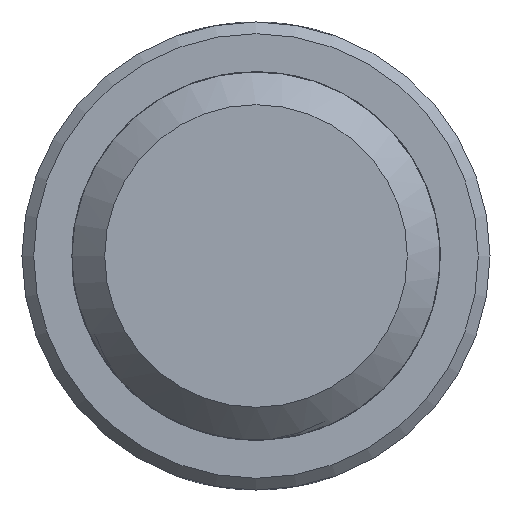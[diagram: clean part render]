
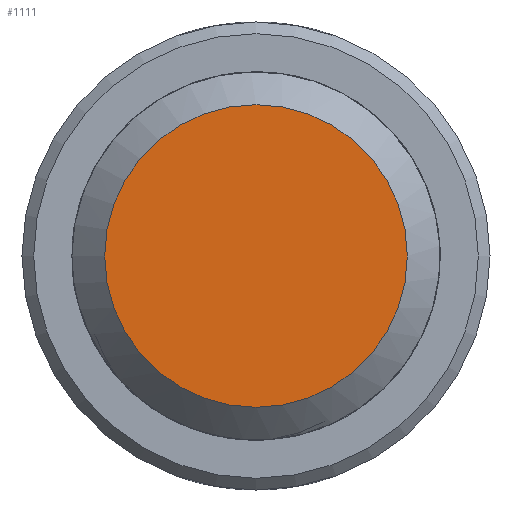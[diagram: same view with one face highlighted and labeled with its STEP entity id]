
A CAD part, front view. The second image highlights one B-rep face of the part: STEP entity #1111.
In plain terms, the highlighted planar face has unit normal (0, -1, 0).
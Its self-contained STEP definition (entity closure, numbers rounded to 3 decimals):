
#35=PLANE('',#1212);
#63=CIRCLE('',#1209,3.233);
#126=FACE_OUTER_BOUND('',#193,.T.);
#193=EDGE_LOOP('',(#972));
#492=VERTEX_POINT('',#4647);
#657=EDGE_CURVE('',#492,#492,#63,.T.);
#972=ORIENTED_EDGE('',*,*,#657,.F.);
#1111=ADVANCED_FACE('',(#126),#35,.T.);
#1209=AXIS2_PLACEMENT_3D('',#4649,#1421,#1422);
#1212=AXIS2_PLACEMENT_3D('',#4652,#1427,#1428);
#1421=DIRECTION('center_axis',(0.,1.,0.));
#1422=DIRECTION('ref_axis',(1.,0.,0.));
#1427=DIRECTION('center_axis',(0.,-1.,0.));
#1428=DIRECTION('ref_axis',(0.,0.,-1.));
#4647=CARTESIAN_POINT('',(-3.233,0.,0.));
#4649=CARTESIAN_POINT('Origin',(0.,0.,0.));
#4652=CARTESIAN_POINT('Origin',(0.,0.,0.));
